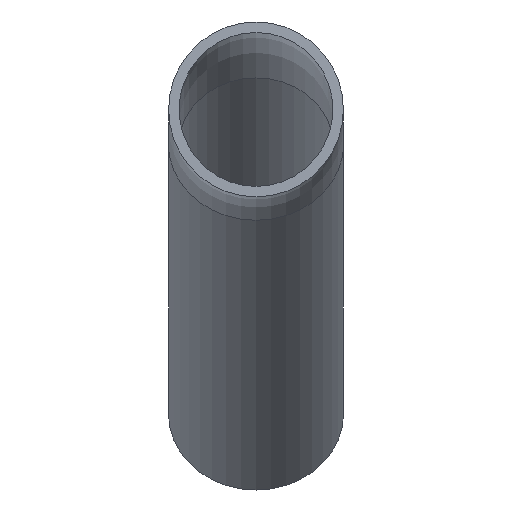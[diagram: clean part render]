
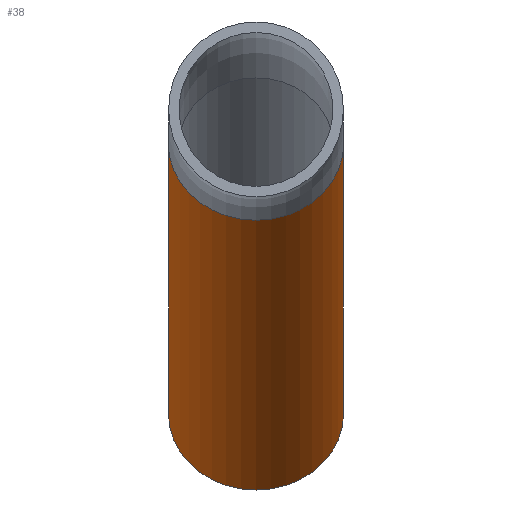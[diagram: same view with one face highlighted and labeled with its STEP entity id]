
A CAD part, left-side view. The second image highlights one B-rep face of the part: STEP entity #38.
In plain terms, the highlighted cylindrical face has radius 45 mm (diameter 90 mm), a full revolution.
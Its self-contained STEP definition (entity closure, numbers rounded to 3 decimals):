
#38 = ADVANCED_FACE( '', ( #77, #78 ), #79, .T. );
#77 = FACE_OUTER_BOUND( '', #116, .T. );
#78 = FACE_OUTER_BOUND( '', #117, .T. );
#79 = CYLINDRICAL_SURFACE( '', #118, 45. );
#116 = EDGE_LOOP( '', ( #155 ) );
#117 = EDGE_LOOP( '', ( #156 ) );
#118 = AXIS2_PLACEMENT_3D( '', #157, #158, #159 );
#155 = ORIENTED_EDGE( '', *, *, #194, .T. );
#156 = ORIENTED_EDGE( '', *, *, #185, .F. );
#157 = CARTESIAN_POINT( '', ( 585.602, 0., -156.912 ) );
#158 = DIRECTION( '', ( -0.866, 0., 0.5 ) );
#159 = DIRECTION( '', ( -0.5, 0., -0.866 ) );
#185 = EDGE_CURVE( '', #201, #201, #202, .T. );
#194 = EDGE_CURVE( '', #216, #216, #217, .T. );
#201 = VERTEX_POINT( '', #225 );
#202 = CIRCLE( '', #226, 45. );
#216 = VERTEX_POINT( '', #240 );
#217 = CIRCLE( '', #241, 45. );
#225 = CARTESIAN_POINT( '', ( 563.102, 0., -195.883 ) );
#226 = AXIS2_PLACEMENT_3D( '', #248, #249, #250 );
#240 = CARTESIAN_POINT( '', ( 345.15, 45., -18.087 ) );
#241 = AXIS2_PLACEMENT_3D( '', #266, #267, #268 );
#248 = CARTESIAN_POINT( '', ( 585.602, 0., -156.912 ) );
#249 = DIRECTION( '', ( 0.866, 0., -0.5 ) );
#250 = DIRECTION( '', ( -0.5, 0., -0.866 ) );
#266 = CARTESIAN_POINT( '', ( 345.15, 0., -18.087 ) );
#267 = DIRECTION( '', ( 0.866, 0., -0.5 ) );
#268 = DIRECTION( '', ( 0., 1., 0. ) );
